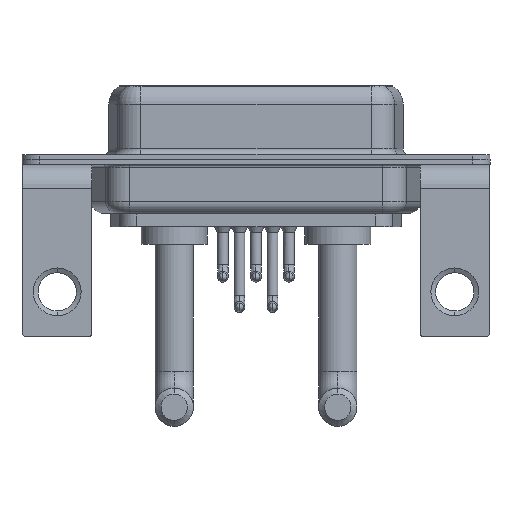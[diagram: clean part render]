
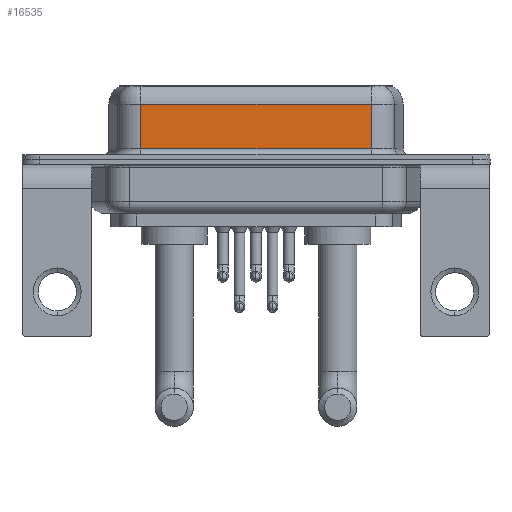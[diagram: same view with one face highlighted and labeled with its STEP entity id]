
A CAD part, front view. The second image highlights one B-rep face of the part: STEP entity #16535.
In plain terms, the highlighted planar face has unit normal (0, -1, 0).
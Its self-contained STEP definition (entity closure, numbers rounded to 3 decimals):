
#45 = ORIENTED_EDGE ( 'NONE', *, *, #4442, .T. ) ;
#56 = LINE ( 'NONE', #15245, #6547 ) ;
#611 = VERTEX_POINT ( 'NONE', #1379 ) ;
#797 = CARTESIAN_POINT ( 'NONE',  ( 26.287, -3.95, 4.65 ) ) ;
#1379 = CARTESIAN_POINT ( 'NONE',  ( 7.013, -3.95, 0.9 ) ) ;
#1463 = EDGE_CURVE ( 'NONE', #9323, #6399, #7887, .T. ) ;
#1522 = LINE ( 'NONE', #5513, #9728 ) ;
#2033 = CARTESIAN_POINT ( 'NONE',  ( 7.013, -3.95, 4.65 ) ) ;
#3497 = DIRECTION ( 'NONE',  ( 0., 1., 0. ) ) ;
#4442 = EDGE_CURVE ( 'NONE', #611, #17293, #1522, .T. ) ;
#4648 = CARTESIAN_POINT ( 'NONE',  ( 26.287, -3.95, 6.4 ) ) ;
#5406 = DIRECTION ( 'NONE',  ( 0., 0., -1. ) ) ;
#5513 = CARTESIAN_POINT ( 'NONE',  ( 26.287, -3.95, 0.9 ) ) ;
#6118 = VECTOR ( 'NONE', #10762, 1000. ) ;
#6119 = VECTOR ( 'NONE', #13471, 1000. ) ;
#6399 = VERTEX_POINT ( 'NONE', #2033 ) ;
#6547 = VECTOR ( 'NONE', #5406, 1000. ) ;
#6690 = ORIENTED_EDGE ( 'NONE', *, *, #14215, .T. ) ;
#7245 = ORIENTED_EDGE ( 'NONE', *, *, #16588, .F. ) ;
#7840 = CARTESIAN_POINT ( 'NONE',  ( 26.287, -3.95, 6.4 ) ) ;
#7887 = LINE ( 'NONE', #9322, #6118 ) ;
#8425 = AXIS2_PLACEMENT_3D ( 'NONE', #4648, #3497, #11705 ) ;
#9322 = CARTESIAN_POINT ( 'NONE',  ( 26.287, -3.95, 4.65 ) ) ;
#9323 = VERTEX_POINT ( 'NONE', #797 ) ;
#9629 = DIRECTION ( 'NONE',  ( 1., 0., 0. ) ) ;
#9728 = VECTOR ( 'NONE', #9629, 1000. ) ;
#10358 = PLANE ( 'NONE',  #8425 ) ;
#10762 = DIRECTION ( 'NONE',  ( -1., 0., 0. ) ) ;
#10821 = ORIENTED_EDGE ( 'NONE', *, *, #1463, .T. ) ;
#11323 = CARTESIAN_POINT ( 'NONE',  ( 26.287, -3.95, 0.9 ) ) ;
#11705 = DIRECTION ( 'NONE',  ( 0., 0., 1. ) ) ;
#11879 = LINE ( 'NONE', #7840, #6119 ) ;
#13471 = DIRECTION ( 'NONE',  ( 0., 0., -1. ) ) ;
#14039 = EDGE_LOOP ( 'NONE', ( #7245, #10821, #6690, #45 ) ) ;
#14215 = EDGE_CURVE ( 'NONE', #6399, #611, #56, .T. ) ;
#15245 = CARTESIAN_POINT ( 'NONE',  ( 7.013, -3.95, 6.4 ) ) ;
#15722 = FACE_OUTER_BOUND ( 'NONE', #14039, .T. ) ;
#16535 = ADVANCED_FACE ( 'NONE', ( #15722 ), #10358, .F. ) ;
#16588 = EDGE_CURVE ( 'NONE', #9323, #17293, #11879, .T. ) ;
#17293 = VERTEX_POINT ( 'NONE', #11323 ) ;
